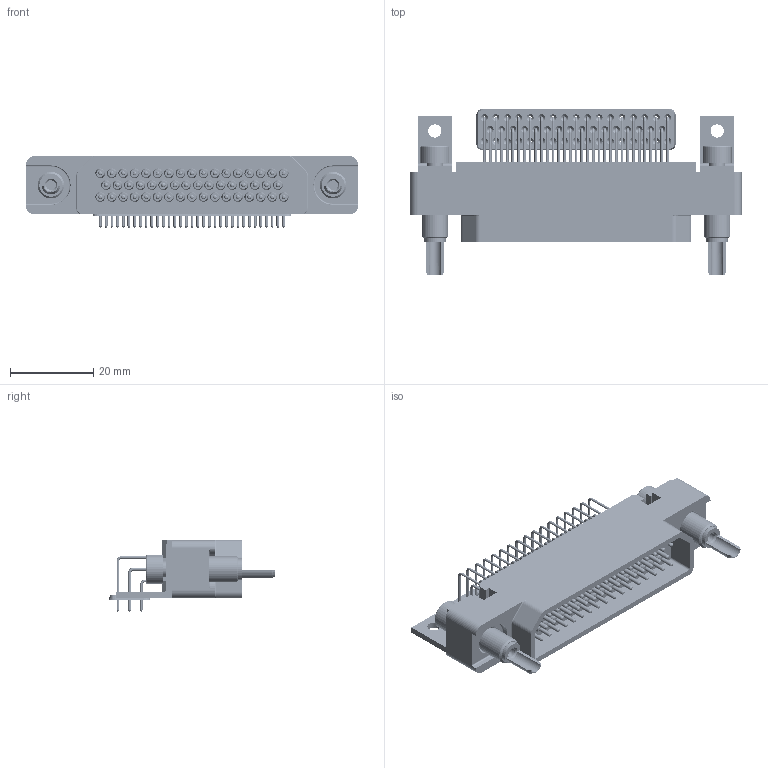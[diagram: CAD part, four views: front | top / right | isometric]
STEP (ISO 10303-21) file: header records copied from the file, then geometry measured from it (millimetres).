
FILE_DESCRIPTION((''),'2;1');
FILE_NAME('00192023100','2019-10-30T',('presta_be4'),(''),'CREO PARAMETRIC BY PTC INC, 2018360','CREO PARAMETRIC BY PTC INC, 2018360','');
FILE_SCHEMA(('CONFIG_CONTROL_DESIGN'));
Products named in the file (1): 00192023100
Bounding box: 80 x 40.1 x 17.3 mm (x, y, z)
Volume: 13019.3 mm3; surface area: 21256.9 mm2
Topology: 20 solids, 40 shells, 5398 faces, 12186 edges, 7300 vertices
Faces by surface type: cylinder 1908, plane 1764, cone 996, torus 564, bspline 166
Entity records: 172727 total; most frequent: CARTESIAN_POINT 49188, DIRECTION 27602, ORIENTED_EDGE 24348, EDGE_CURVE 12174, AXIS2_PLACEMENT_3D 10545, VERTEX_POINT 7300, VECTOR 6512, LINE 6512
